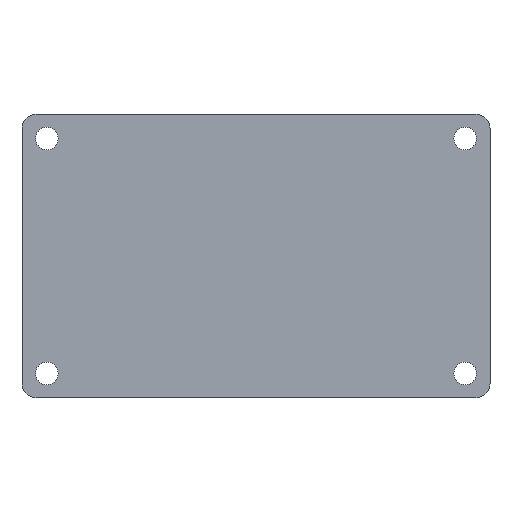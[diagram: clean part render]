
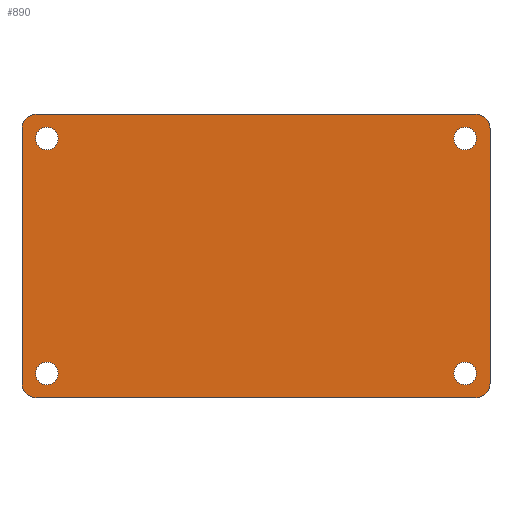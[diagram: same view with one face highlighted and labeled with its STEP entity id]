
A CAD part, front view. The second image highlights one B-rep face of the part: STEP entity #890.
In plain terms, the highlighted planar face has unit normal (0, -1, 0).
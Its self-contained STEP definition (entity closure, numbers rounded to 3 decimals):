
#4 = DIRECTION ( 'NONE',  ( 0., 1., 0. ) ) ;
#14 = CARTESIAN_POINT ( 'NONE',  ( -29.5, 0., 16.55 ) ) ;
#16 = ORIENTED_EDGE ( 'NONE', *, *, #711, .T. ) ;
#34 = DIRECTION ( 'NONE',  ( 0., 0., -1. ) ) ;
#42 = VERTEX_POINT ( 'NONE', #1822 ) ;
#47 = LINE ( 'NONE', #980, #1294 ) ;
#56 = AXIS2_PLACEMENT_3D ( 'NONE', #2186, #539, #514 ) ;
#60 = DIRECTION ( 'NONE',  ( 1., 0., 0. ) ) ;
#61 = AXIS2_PLACEMENT_3D ( 'NONE', #700, #511, #2196 ) ;
#65 = EDGE_CURVE ( 'NONE', #257, #380, #1594, .T. ) ;
#94 = VECTOR ( 'NONE', #2321, 1000. ) ;
#106 = VECTOR ( 'NONE', #602, 1000. ) ;
#121 = EDGE_CURVE ( 'NONE', #897, #795, #172, .T. ) ;
#172 = CIRCLE ( 'NONE', #487, 1.6 ) ;
#183 = CARTESIAN_POINT ( 'NONE',  ( -29.5, 0., 18.15 ) ) ;
#197 = DIRECTION ( 'NONE',  ( 0., 0., 1. ) ) ;
#235 = DIRECTION ( 'NONE',  ( 0., 1., 0. ) ) ;
#243 = DIRECTION ( 'NONE',  ( 0., -1., 0. ) ) ;
#255 = DIRECTION ( 'NONE',  ( 0., -1., 0. ) ) ;
#257 = VERTEX_POINT ( 'NONE', #322 ) ;
#259 = AXIS2_PLACEMENT_3D ( 'NONE', #1169, #1782, #691 ) ;
#271 = CIRCLE ( 'NONE', #732, 2. ) ;
#272 = CARTESIAN_POINT ( 'NONE',  ( 31., 0., -18. ) ) ;
#319 = VERTEX_POINT ( 'NONE', #550 ) ;
#322 = CARTESIAN_POINT ( 'NONE',  ( 31., 0., -20. ) ) ;
#330 = CARTESIAN_POINT ( 'NONE',  ( -29.5, 0., -18.15 ) ) ;
#380 = VERTEX_POINT ( 'NONE', #579 ) ;
#395 = DIRECTION ( 'NONE',  ( 0., 0., 1. ) ) ;
#423 = ORIENTED_EDGE ( 'NONE', *, *, #2277, .F. ) ;
#464 = ORIENTED_EDGE ( 'NONE', *, *, #2080, .T. ) ;
#487 = AXIS2_PLACEMENT_3D ( 'NONE', #14, #4, #933 ) ;
#507 = ORIENTED_EDGE ( 'NONE', *, *, #955, .T. ) ;
#511 = DIRECTION ( 'NONE',  ( 0., 1., 0. ) ) ;
#513 = EDGE_CURVE ( 'NONE', #42, #1401, #47, .T. ) ;
#514 = DIRECTION ( 'NONE',  ( 0., 0., -1. ) ) ;
#534 = ORIENTED_EDGE ( 'NONE', *, *, #1162, .T. ) ;
#539 = DIRECTION ( 'NONE',  ( 0., -1., 0. ) ) ;
#542 = CARTESIAN_POINT ( 'NONE',  ( -33., 0., -20. ) ) ;
#550 = CARTESIAN_POINT ( 'NONE',  ( -33., 0., -18. ) ) ;
#563 = FACE_BOUND ( 'NONE', #1618, .T. ) ;
#579 = CARTESIAN_POINT ( 'NONE',  ( -31., 0., -20. ) ) ;
#598 = CARTESIAN_POINT ( 'NONE',  ( 29.5, 0., -16.55 ) ) ;
#602 = DIRECTION ( 'NONE',  ( 0., 0., 1. ) ) ;
#622 = DIRECTION ( 'NONE',  ( 0., 0., 1. ) ) ;
#623 = CARTESIAN_POINT ( 'NONE',  ( -31., 0., 18. ) ) ;
#633 = CARTESIAN_POINT ( 'NONE',  ( -33., 0., 18. ) ) ;
#669 = CARTESIAN_POINT ( 'NONE',  ( 31., 0., 20. ) ) ;
#678 = EDGE_CURVE ( 'NONE', #795, #897, #1571, .T. ) ;
#691 = DIRECTION ( 'NONE',  ( 0., 0., 1. ) ) ;
#700 = CARTESIAN_POINT ( 'NONE',  ( -29.5, 0., -16.55 ) ) ;
#702 = FACE_BOUND ( 'NONE', #1538, .T. ) ;
#711 = EDGE_CURVE ( 'NONE', #257, #1391, #1839, .T. ) ;
#721 = LINE ( 'NONE', #1453, #1612 ) ;
#732 = AXIS2_PLACEMENT_3D ( 'NONE', #623, #255, #34 ) ;
#752 = EDGE_CURVE ( 'NONE', #2117, #2096, #1300, .T. ) ;
#781 = CARTESIAN_POINT ( 'NONE',  ( -29.5, 0., -16.55 ) ) ;
#795 = VERTEX_POINT ( 'NONE', #2037 ) ;
#799 = DIRECTION ( 'NONE',  ( 0., 0., -1. ) ) ;
#805 = CIRCLE ( 'NONE', #2228, 1.6 ) ;
#831 = CARTESIAN_POINT ( 'NONE',  ( 29.5, 0., -14.95 ) ) ;
#834 = CIRCLE ( 'NONE', #998, 1.6 ) ;
#847 = CARTESIAN_POINT ( 'NONE',  ( 31., 0., 18. ) ) ;
#874 = CIRCLE ( 'NONE', #1803, 1.6 ) ;
#876 = VERTEX_POINT ( 'NONE', #1442 ) ;
#877 = EDGE_CURVE ( 'NONE', #1010, #1391, #721, .T. ) ;
#890 = ADVANCED_FACE ( 'NONE', ( #702, #563, #1263, #1106, #1657 ), #1847, .T. ) ;
#897 = VERTEX_POINT ( 'NONE', #183 ) ;
#922 = ORIENTED_EDGE ( 'NONE', *, *, #1872, .T. ) ;
#933 = DIRECTION ( 'NONE',  ( 0., 0., 1. ) ) ;
#952 = EDGE_CURVE ( 'NONE', #2096, #2117, #874, .T. ) ;
#953 = ORIENTED_EDGE ( 'NONE', *, *, #1888, .T. ) ;
#955 = EDGE_CURVE ( 'NONE', #876, #1188, #834, .T. ) ;
#980 = CARTESIAN_POINT ( 'NONE',  ( -33., 0., 20. ) ) ;
#998 = AXIS2_PLACEMENT_3D ( 'NONE', #781, #1120, #1507 ) ;
#1001 = CIRCLE ( 'NONE', #2339, 2. ) ;
#1010 = VERTEX_POINT ( 'NONE', #1755 ) ;
#1057 = ORIENTED_EDGE ( 'NONE', *, *, #752, .T. ) ;
#1059 = AXIS2_PLACEMENT_3D ( 'NONE', #1709, #1354, #622 ) ;
#1101 = AXIS2_PLACEMENT_3D ( 'NONE', #272, #1521, #2290 ) ;
#1106 = FACE_BOUND ( 'NONE', #1875, .T. ) ;
#1120 = DIRECTION ( 'NONE',  ( 0., 1., 0. ) ) ;
#1156 = DIRECTION ( 'NONE',  ( 0., 1., 0. ) ) ;
#1162 = EDGE_CURVE ( 'NONE', #1188, #876, #1340, .T. ) ;
#1169 = CARTESIAN_POINT ( 'NONE',  ( 29.5, 0., 16.55 ) ) ;
#1180 = EDGE_LOOP ( 'NONE', ( #1057, #1775 ) ) ;
#1188 = VERTEX_POINT ( 'NONE', #330 ) ;
#1263 = FACE_BOUND ( 'NONE', #1180, .T. ) ;
#1276 = ORIENTED_EDGE ( 'NONE', *, *, #1353, .T. ) ;
#1288 = CARTESIAN_POINT ( 'NONE',  ( 29.5, 0., 14.95 ) ) ;
#1294 = VECTOR ( 'NONE', #60, 1000. ) ;
#1300 = CIRCLE ( 'NONE', #259, 1.6 ) ;
#1340 = CIRCLE ( 'NONE', #61, 1.6 ) ;
#1346 = CIRCLE ( 'NONE', #1729, 2. ) ;
#1353 = EDGE_CURVE ( 'NONE', #2343, #2079, #1450, .T. ) ;
#1354 = DIRECTION ( 'NONE',  ( 0., 1., 0. ) ) ;
#1356 = ORIENTED_EDGE ( 'NONE', *, *, #678, .T. ) ;
#1386 = CARTESIAN_POINT ( 'NONE',  ( 29.5, 0., -18.15 ) ) ;
#1390 = DIRECTION ( 'NONE',  ( 0., 1., 0. ) ) ;
#1391 = VERTEX_POINT ( 'NONE', #1540 ) ;
#1401 = VERTEX_POINT ( 'NONE', #669 ) ;
#1402 = DIRECTION ( 'NONE',  ( 0., 0., -1. ) ) ;
#1428 = ORIENTED_EDGE ( 'NONE', *, *, #877, .F. ) ;
#1442 = CARTESIAN_POINT ( 'NONE',  ( -29.5, 0., -14.95 ) ) ;
#1450 = CIRCLE ( 'NONE', #1722, 1.6 ) ;
#1453 = CARTESIAN_POINT ( 'NONE',  ( 33., 0., 20. ) ) ;
#1507 = DIRECTION ( 'NONE',  ( 0., 0., 1. ) ) ;
#1519 = EDGE_CURVE ( 'NONE', #1010, #1401, #1346, .T. ) ;
#1521 = DIRECTION ( 'NONE',  ( 0., -1., 0. ) ) ;
#1522 = CARTESIAN_POINT ( 'NONE',  ( -31., 0., -18. ) ) ;
#1538 = EDGE_LOOP ( 'NONE', ( #2020, #1356 ) ) ;
#1540 = CARTESIAN_POINT ( 'NONE',  ( 33., 0., -18. ) ) ;
#1571 = CIRCLE ( 'NONE', #1059, 1.6 ) ;
#1575 = CARTESIAN_POINT ( 'NONE',  ( 29.5, 0., -16.55 ) ) ;
#1586 = CARTESIAN_POINT ( 'NONE',  ( 29.5, 0., 18.15 ) ) ;
#1588 = DIRECTION ( 'NONE',  ( 0., -1., 0. ) ) ;
#1594 = LINE ( 'NONE', #542, #94 ) ;
#1612 = VECTOR ( 'NONE', #2164, 1000. ) ;
#1616 = EDGE_LOOP ( 'NONE', ( #1713, #16, #1428, #2381, #1697, #953, #423, #922 ) ) ;
#1618 = EDGE_LOOP ( 'NONE', ( #464, #1276 ) ) ;
#1657 = FACE_OUTER_BOUND ( 'NONE', #1616, .T. ) ;
#1697 = ORIENTED_EDGE ( 'NONE', *, *, #513, .F. ) ;
#1709 = CARTESIAN_POINT ( 'NONE',  ( -29.5, 0., 16.55 ) ) ;
#1713 = ORIENTED_EDGE ( 'NONE', *, *, #65, .F. ) ;
#1722 = AXIS2_PLACEMENT_3D ( 'NONE', #598, #235, #395 ) ;
#1729 = AXIS2_PLACEMENT_3D ( 'NONE', #847, #1588, #1402 ) ;
#1755 = CARTESIAN_POINT ( 'NONE',  ( 33., 0., 18. ) ) ;
#1775 = ORIENTED_EDGE ( 'NONE', *, *, #952, .T. ) ;
#1782 = DIRECTION ( 'NONE',  ( 0., 1., 0. ) ) ;
#1803 = AXIS2_PLACEMENT_3D ( 'NONE', #1860, #1156, #197 ) ;
#1821 = DIRECTION ( 'NONE',  ( 0., 0., 1. ) ) ;
#1822 = CARTESIAN_POINT ( 'NONE',  ( -31., 0., 20. ) ) ;
#1839 = CIRCLE ( 'NONE', #1101, 2. ) ;
#1847 = PLANE ( 'NONE',  #56 ) ;
#1860 = CARTESIAN_POINT ( 'NONE',  ( 29.5, 0., 16.55 ) ) ;
#1872 = EDGE_CURVE ( 'NONE', #319, #380, #1001, .T. ) ;
#1875 = EDGE_LOOP ( 'NONE', ( #507, #534 ) ) ;
#1888 = EDGE_CURVE ( 'NONE', #42, #1906, #271, .T. ) ;
#1891 = CARTESIAN_POINT ( 'NONE',  ( -33., 0., 20. ) ) ;
#1906 = VERTEX_POINT ( 'NONE', #633 ) ;
#2020 = ORIENTED_EDGE ( 'NONE', *, *, #121, .T. ) ;
#2037 = CARTESIAN_POINT ( 'NONE',  ( -29.5, 0., 14.95 ) ) ;
#2079 = VERTEX_POINT ( 'NONE', #831 ) ;
#2080 = EDGE_CURVE ( 'NONE', #2079, #2343, #805, .T. ) ;
#2096 = VERTEX_POINT ( 'NONE', #1288 ) ;
#2117 = VERTEX_POINT ( 'NONE', #1586 ) ;
#2164 = DIRECTION ( 'NONE',  ( 0., 0., -1. ) ) ;
#2186 = CARTESIAN_POINT ( 'NONE',  ( 0., 0., 0. ) ) ;
#2196 = DIRECTION ( 'NONE',  ( 0., 0., 1. ) ) ;
#2228 = AXIS2_PLACEMENT_3D ( 'NONE', #1575, #1390, #1821 ) ;
#2247 = LINE ( 'NONE', #1891, #106 ) ;
#2277 = EDGE_CURVE ( 'NONE', #319, #1906, #2247, .T. ) ;
#2290 = DIRECTION ( 'NONE',  ( 0., 0., -1. ) ) ;
#2321 = DIRECTION ( 'NONE',  ( -1., 0., 0. ) ) ;
#2339 = AXIS2_PLACEMENT_3D ( 'NONE', #1522, #243, #799 ) ;
#2343 = VERTEX_POINT ( 'NONE', #1386 ) ;
#2381 = ORIENTED_EDGE ( 'NONE', *, *, #1519, .T. ) ;
